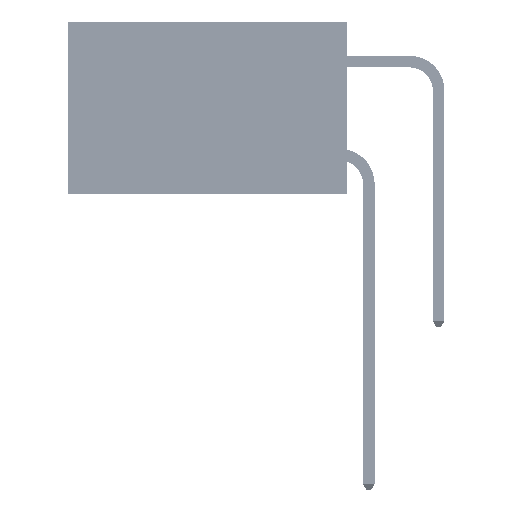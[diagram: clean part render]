
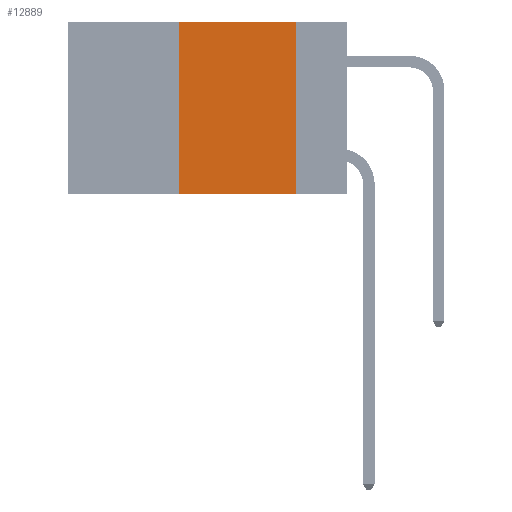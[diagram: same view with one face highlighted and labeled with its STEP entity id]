
A CAD part, left-side view. The second image highlights one B-rep face of the part: STEP entity #12889.
In plain terms, the highlighted planar face has unit normal (-1, 0, 0).
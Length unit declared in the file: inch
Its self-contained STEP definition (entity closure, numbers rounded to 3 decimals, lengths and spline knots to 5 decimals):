
#1877 = DIRECTION ( 'NONE',  ( 0., 0., -1. ) ) ;
#2490 = CARTESIAN_POINT ( 'NONE',  ( 0., 0.36, 0. ) ) ;
#2760 = EDGE_CURVE ( 'NONE', #50544, #13349, #48204, .T. ) ;
#5482 = PLANE ( 'NONE',  #28343 ) ;
#7103 = ORIENTED_EDGE ( 'NONE', *, *, #42294, .F. ) ;
#9159 = CARTESIAN_POINT ( 'NONE',  ( 0., 0.36, -0.37 ) ) ;
#9437 = DIRECTION ( 'NONE',  ( 0., 0., -1. ) ) ;
#12889 = ADVANCED_FACE ( 'NONE', ( #37865 ), #5482, .F. ) ;
#13349 = VERTEX_POINT ( 'NONE', #18008 ) ;
#13455 = DIRECTION ( 'NONE',  ( 1., 0., 0. ) ) ;
#15917 = LINE ( 'NONE', #43178, #43288 ) ;
#16460 = CARTESIAN_POINT ( 'NONE',  ( 0., 0.11, 0. ) ) ;
#16728 = EDGE_CURVE ( 'NONE', #50544, #36922, #15917, .T. ) ;
#17500 = ORIENTED_EDGE ( 'NONE', *, *, #2760, .T. ) ;
#18008 = CARTESIAN_POINT ( 'NONE',  ( 0., 0.11, -0.37 ) ) ;
#18069 = CARTESIAN_POINT ( 'NONE',  ( 0., 0.6, 0. ) ) ;
#27361 = VERTEX_POINT ( 'NONE', #16460 ) ;
#28343 = AXIS2_PLACEMENT_3D ( 'NONE', #18069, #13455, #1877 ) ;
#28400 = DIRECTION ( 'NONE',  ( 0., -1., 0. ) ) ;
#28826 = VECTOR ( 'NONE', #35493, 39.37008 ) ;
#28973 = LINE ( 'NONE', #44671, #35853 ) ;
#31529 = ORIENTED_EDGE ( 'NONE', *, *, #33314, .F. ) ;
#33314 = EDGE_CURVE ( 'NONE', #27361, #13349, #28973, .T. ) ;
#33422 = ORIENTED_EDGE ( 'NONE', *, *, #16728, .F. ) ;
#35429 = VECTOR ( 'NONE', #28400, 39.37008 ) ;
#35493 = DIRECTION ( 'NONE',  ( 0., -1., 0. ) ) ;
#35853 = VECTOR ( 'NONE', #9437, 39.37008 ) ;
#36120 = CARTESIAN_POINT ( 'NONE',  ( 0., 0.6, -0.37 ) ) ;
#36922 = VERTEX_POINT ( 'NONE', #2490 ) ;
#37865 = FACE_OUTER_BOUND ( 'NONE', #45833, .T. ) ;
#38790 = DIRECTION ( 'NONE',  ( 0., 0., 1. ) ) ;
#42294 = EDGE_CURVE ( 'NONE', #36922, #27361, #43219, .T. ) ;
#42955 = CARTESIAN_POINT ( 'NONE',  ( 0., 0.6, 0. ) ) ;
#43178 = CARTESIAN_POINT ( 'NONE',  ( 0., 0.36, 0. ) ) ;
#43219 = LINE ( 'NONE', #42955, #28826 ) ;
#43288 = VECTOR ( 'NONE', #38790, 39.37008 ) ;
#44671 = CARTESIAN_POINT ( 'NONE',  ( 0., 0.11, 0. ) ) ;
#45833 = EDGE_LOOP ( 'NONE', ( #31529, #7103, #33422, #17500 ) ) ;
#48204 = LINE ( 'NONE', #36120, #35429 ) ;
#50544 = VERTEX_POINT ( 'NONE', #9159 ) ;
